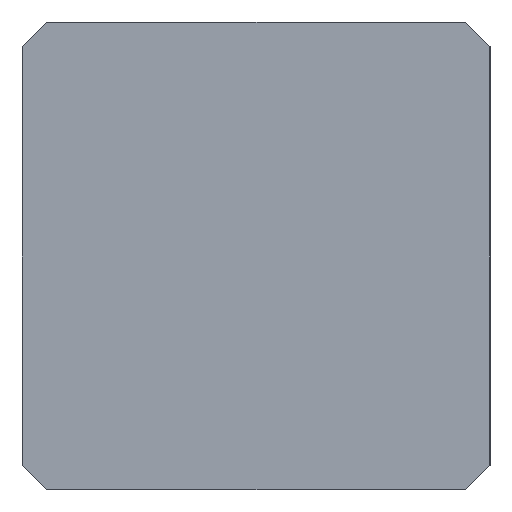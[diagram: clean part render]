
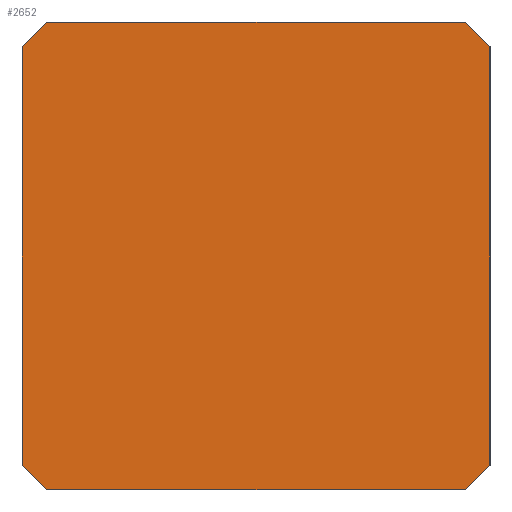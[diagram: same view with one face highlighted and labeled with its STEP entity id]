
A CAD part, left-side view. The second image highlights one B-rep face of the part: STEP entity #2652.
In plain terms, the highlighted planar face has unit normal (-1, 0, 0).
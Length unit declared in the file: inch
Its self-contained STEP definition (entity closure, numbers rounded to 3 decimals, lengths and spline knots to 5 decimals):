
#9 = DIRECTION ( 'NONE',  ( 0., 0., 1. ) ) ;
#24 = VECTOR ( 'NONE', #1652, 39.37008 ) ;
#96 = DIRECTION ( 'NONE',  ( 0., -1., 0. ) ) ;
#111 = ORIENTED_EDGE ( 'NONE', *, *, #632, .T. ) ;
#243 = CARTESIAN_POINT ( 'NONE',  ( -3., 0.1875, 0.1875 ) ) ;
#248 = CARTESIAN_POINT ( 'NONE',  ( -3., 0.16781, 0.1875 ) ) ;
#408 = CARTESIAN_POINT ( 'NONE',  ( -3., 0.1875, 0.16781 ) ) ;
#413 = CARTESIAN_POINT ( 'NONE',  ( -3., 0., 0. ) ) ;
#457 = DIRECTION ( 'NONE',  ( 0., 0.707, -0.707 ) ) ;
#469 = EDGE_CURVE ( 'NONE', #915, #1354, #2464, .T. ) ;
#553 = CARTESIAN_POINT ( 'NONE',  ( -3., -0.1875, -0.16781 ) ) ;
#556 = EDGE_CURVE ( 'NONE', #915, #2822, #1233, .T. ) ;
#612 = FACE_OUTER_BOUND ( 'NONE', #2782, .T. ) ;
#632 = EDGE_CURVE ( 'NONE', #2351, #2271, #978, .T. ) ;
#677 = ORIENTED_EDGE ( 'NONE', *, *, #469, .F. ) ;
#803 = LINE ( 'NONE', #1866, #2755 ) ;
#815 = CARTESIAN_POINT ( 'NONE',  ( -3., -0.16781, -0.1875 ) ) ;
#831 = DIRECTION ( 'NONE',  ( 0., -0.707, -0.707 ) ) ;
#877 = LINE ( 'NONE', #243, #2176 ) ;
#915 = VERTEX_POINT ( 'NONE', #815 ) ;
#926 = VERTEX_POINT ( 'NONE', #408 ) ;
#943 = VECTOR ( 'NONE', #831, 39.37008 ) ;
#955 = EDGE_CURVE ( 'NONE', #2376, #926, #877, .T. ) ;
#978 = LINE ( 'NONE', #991, #2220 ) ;
#991 = CARTESIAN_POINT ( 'NONE',  ( -3., -0.1875, 0.16781 ) ) ;
#1110 = LINE ( 'NONE', #248, #1228 ) ;
#1123 = ORIENTED_EDGE ( 'NONE', *, *, #1668, .F. ) ;
#1167 = EDGE_CURVE ( 'NONE', #2376, #1354, #1252, .T. ) ;
#1190 = AXIS2_PLACEMENT_3D ( 'NONE', #413, #1292, #2191 ) ;
#1206 = VERTEX_POINT ( 'NONE', #1872 ) ;
#1228 = VECTOR ( 'NONE', #457, 39.37008 ) ;
#1233 = LINE ( 'NONE', #2289, #2587 ) ;
#1252 = LINE ( 'NONE', #2824, #943 ) ;
#1292 = DIRECTION ( 'NONE',  ( 1., 0., 0. ) ) ;
#1354 = VERTEX_POINT ( 'NONE', #1387 ) ;
#1387 = CARTESIAN_POINT ( 'NONE',  ( -3., 0.16781, -0.1875 ) ) ;
#1440 = CARTESIAN_POINT ( 'NONE',  ( -3., 0.1875, -0.1875 ) ) ;
#1499 = ORIENTED_EDGE ( 'NONE', *, *, #556, .T. ) ;
#1518 = PLANE ( 'NONE',  #1190 ) ;
#1573 = ORIENTED_EDGE ( 'NONE', *, *, #2334, .T. ) ;
#1623 = CARTESIAN_POINT ( 'NONE',  ( -3., 0.1875, -0.16781 ) ) ;
#1626 = EDGE_CURVE ( 'NONE', #1206, #2271, #803, .T. ) ;
#1652 = DIRECTION ( 'NONE',  ( 0., 0., -1. ) ) ;
#1668 = EDGE_CURVE ( 'NONE', #2351, #2822, #2792, .T. ) ;
#1726 = ORIENTED_EDGE ( 'NONE', *, *, #955, .F. ) ;
#1866 = CARTESIAN_POINT ( 'NONE',  ( -3., 0.1875, 0.1875 ) ) ;
#1868 = ORIENTED_EDGE ( 'NONE', *, *, #1167, .T. ) ;
#1872 = CARTESIAN_POINT ( 'NONE',  ( -3., 0.16781, 0.1875 ) ) ;
#1874 = DIRECTION ( 'NONE',  ( 0., 0.707, 0.707 ) ) ;
#1936 = VECTOR ( 'NONE', #2727, 39.37008 ) ;
#2111 = CARTESIAN_POINT ( 'NONE',  ( -3., -0.1875, 0.1875 ) ) ;
#2176 = VECTOR ( 'NONE', #9, 39.37008 ) ;
#2191 = DIRECTION ( 'NONE',  ( 0., 0., -1. ) ) ;
#2220 = VECTOR ( 'NONE', #1874, 39.37008 ) ;
#2271 = VERTEX_POINT ( 'NONE', #2363 ) ;
#2289 = CARTESIAN_POINT ( 'NONE',  ( -3., -0.16781, -0.1875 ) ) ;
#2321 = DIRECTION ( 'NONE',  ( 0., -0.707, 0.707 ) ) ;
#2334 = EDGE_CURVE ( 'NONE', #1206, #926, #1110, .T. ) ;
#2351 = VERTEX_POINT ( 'NONE', #2635 ) ;
#2363 = CARTESIAN_POINT ( 'NONE',  ( -3., -0.16781, 0.1875 ) ) ;
#2376 = VERTEX_POINT ( 'NONE', #1623 ) ;
#2464 = LINE ( 'NONE', #1440, #1936 ) ;
#2587 = VECTOR ( 'NONE', #2321, 39.37008 ) ;
#2635 = CARTESIAN_POINT ( 'NONE',  ( -3., -0.1875, 0.16781 ) ) ;
#2652 = ADVANCED_FACE ( 'NONE', ( #612 ), #1518, .F. ) ;
#2660 = ORIENTED_EDGE ( 'NONE', *, *, #1626, .F. ) ;
#2727 = DIRECTION ( 'NONE',  ( 0., 1., 0. ) ) ;
#2755 = VECTOR ( 'NONE', #96, 39.37008 ) ;
#2782 = EDGE_LOOP ( 'NONE', ( #677, #1499, #1123, #111, #2660, #1573, #1726, #1868 ) ) ;
#2792 = LINE ( 'NONE', #2111, #24 ) ;
#2822 = VERTEX_POINT ( 'NONE', #553 ) ;
#2824 = CARTESIAN_POINT ( 'NONE',  ( -3., 0.1875, -0.16781 ) ) ;
